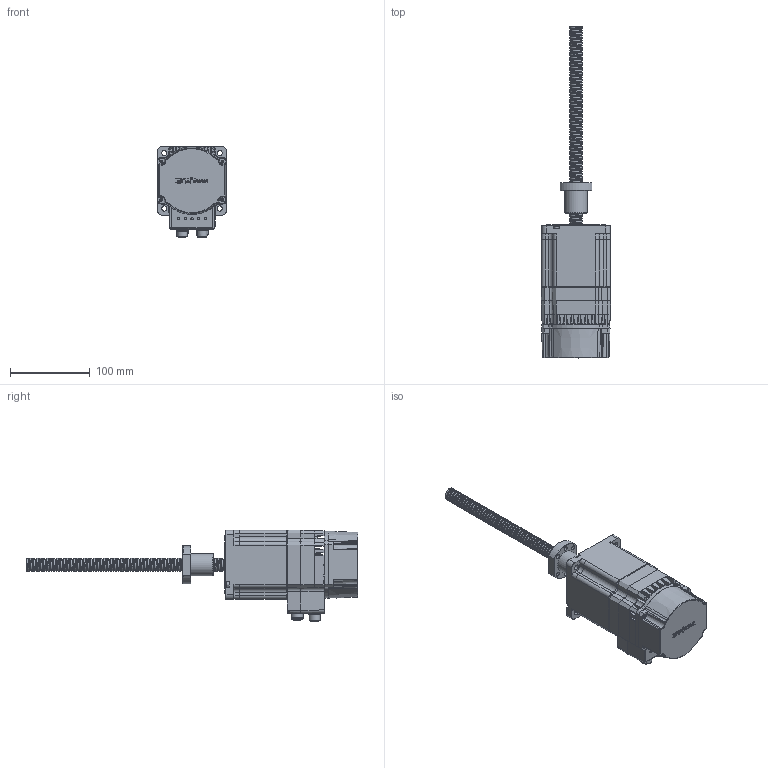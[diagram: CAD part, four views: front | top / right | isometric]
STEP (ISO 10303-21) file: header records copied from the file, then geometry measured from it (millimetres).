
FILE_DESCRIPTION(/* description */ ('Unknown'),/* implementation_level */ '2;1');
FILE_NAME(/* name */ 'MIL341BOR-xxH385B37',/* time_stamp */ '2022-09-13T14:52:01+02:00',/* author */ ('Unknown'),/* organization */ ('Unknown'),/* preprocessor_version */ 'ST-DEVELOPER v16.7',/* originating_system */ 'Solid Edge',/* authorisation */ 'Unknown');
FILE_SCHEMA (('AUTOMOTIVE_DESIGN {1 0 10303 214 3 1 1}'));
Products named in the file (5): MIL341BOR-xxH385B37; MIShus ethernet; MM3845 V1_1; MM3844 V1_2; 34E2160BS54-250RNR-030
Assembly tree (4 placements, depth 2):
  MIL341BOR-xxH385B37
    MIShus ethernet
    MM3845 V1_1
    MM3844 V1_2
    34E2160BS54-250RNR-030
Bounding box: 86.5 x 415.25 x 114.56 mm (x, y, z)
Volume: 813665.7 mm3; surface area: 206759.3 mm2
Topology: 10 solids, 15 shells, 1552 faces, 3716 edges, 2332 vertices
Faces by surface type: plane 745, cylinder 561, sphere 109, cone 63, torus 46, bspline 28
Full cylindrical faces by diameter (mm): 0.6 x4, 0.7 x17, 1 x22, 2.459 x4, 3 x5, 3.242 x3, 3.3 x4, 3.5 x4, 4 x6, 4.2 x4, 4.3 x8, 4.5 x8, 5.5 x10, 6.004 x1, 6.5 x4, 7 x4, 7.2 x4, 8.2 x1, 10 x1, 10.6 x1, 11.5 x3, 12 x1, 13.3 x2, 13.6 x1, 16 x1, 17.9 x1, 18 x5, 19 x6, 21.9 x1, 22 x1
Entity records: 65948 total; most frequent: CARTESIAN_POINT 20825, DIRECTION 7757, ORIENTED_EDGE 6940, EDGE_CURVE 3470, AXIS2_PLACEMENT_3D 2865, VERTEX_POINT 2263, LINE 2027, VECTOR 2027
